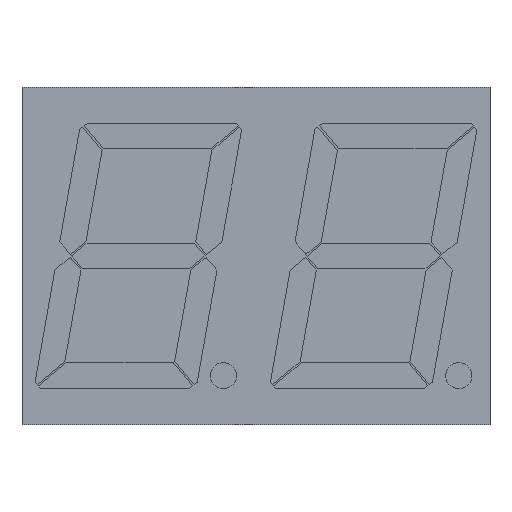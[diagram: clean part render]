
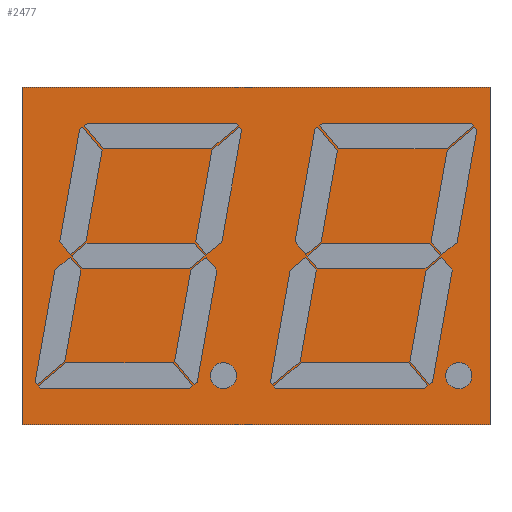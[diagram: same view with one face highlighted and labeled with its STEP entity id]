
A CAD part, top view. The second image highlights one B-rep face of the part: STEP entity #2477.
In plain terms, the highlighted planar face has unit normal (0, 0, 1).
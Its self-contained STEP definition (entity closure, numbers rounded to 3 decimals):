
#69=LINE('',#3594,#381);
#84=LINE('',#3623,#396);
#96=LINE('',#3645,#408);
#97=LINE('',#3647,#409);
#381=VECTOR('',#2927,10.);
#396=VECTOR('',#2952,10.);
#408=VECTOR('',#2976,10.);
#409=VECTOR('',#2979,10.);
#713=FACE_OUTER_BOUND('',#879,.T.);
#879=EDGE_LOOP('',(#1734,#1735,#1736,#1737));
#1059=VERTEX_POINT('',#3591);
#1060=VERTEX_POINT('',#3593);
#1068=VERTEX_POINT('',#3620);
#1069=VERTEX_POINT('',#3622);
#1295=EDGE_CURVE('',#1060,#1059,#69,.T.);
#1310=EDGE_CURVE('',#1069,#1068,#84,.T.);
#1322=EDGE_CURVE('',#1059,#1069,#96,.T.);
#1323=EDGE_CURVE('',#1068,#1060,#97,.T.);
#1734=ORIENTED_EDGE('',*,*,#1322,.T.);
#1735=ORIENTED_EDGE('',*,*,#1310,.T.);
#1736=ORIENTED_EDGE('',*,*,#1323,.T.);
#1737=ORIENTED_EDGE('',*,*,#1295,.T.);
#2281=PLANE('',#2683);
#2477=ADVANCED_FACE('',(#713),#2281,.T.);
#2683=AXIS2_PLACEMENT_3D('',#3648,#2980,#2981);
#2927=DIRECTION('',(0.,-1.,0.));
#2952=DIRECTION('',(0.,1.,0.));
#2976=DIRECTION('',(1.,0.,0.));
#2979=DIRECTION('',(-1.,0.,0.));
#2980=DIRECTION('center_axis',(0.,0.,1.));
#2981=DIRECTION('ref_axis',(1.,0.,0.));
#3591=CARTESIAN_POINT('',(-18.,-12.8,10.));
#3593=CARTESIAN_POINT('',(-18.,13.,10.));
#3594=CARTESIAN_POINT('',(-18.,-12.8,10.));
#3620=CARTESIAN_POINT('',(17.8,13.,10.));
#3622=CARTESIAN_POINT('',(17.8,-12.8,10.));
#3623=CARTESIAN_POINT('',(17.8,13.,10.));
#3645=CARTESIAN_POINT('',(17.8,-12.8,10.));
#3647=CARTESIAN_POINT('',(-18.,13.,10.));
#3648=CARTESIAN_POINT('Origin',(-0.1,0.1,10.));
